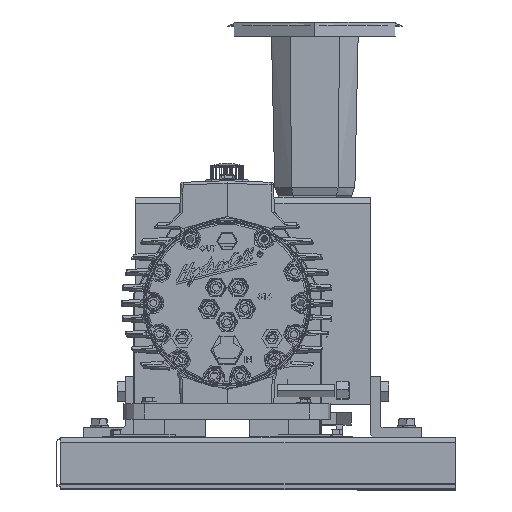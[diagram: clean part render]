
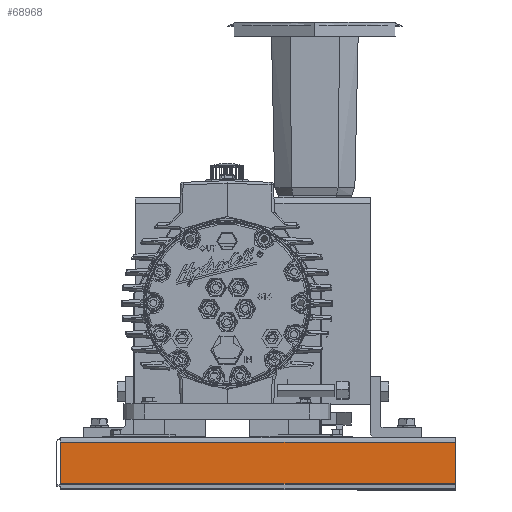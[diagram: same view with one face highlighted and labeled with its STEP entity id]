
A CAD part, top view. The second image highlights one B-rep face of the part: STEP entity #68968.
In plain terms, the highlighted planar face has unit normal (0, 0, 1).
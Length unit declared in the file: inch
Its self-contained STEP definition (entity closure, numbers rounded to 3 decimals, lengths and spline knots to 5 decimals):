
#3807 = DIRECTION ( 'NONE',  ( 0., 1., 0. ) ) ;
#6010 = VERTEX_POINT ( 'NONE', #42686 ) ;
#7246 = LINE ( 'NONE', #124655, #84580 ) ;
#8827 = ORIENTED_EDGE ( 'NONE', *, *, #102719, .F. ) ;
#12265 = AXIS2_PLACEMENT_3D ( 'NONE', #98677, #38256, #108825 ) ;
#17587 = FACE_OUTER_BOUND ( 'NONE', #39380, .T. ) ;
#22755 = EDGE_CURVE ( 'NONE', #123038, #58235, #7246, .T. ) ;
#24514 = VECTOR ( 'NONE', #80318, 39.37008 ) ;
#34585 = ORIENTED_EDGE ( 'NONE', *, *, #64340, .T. ) ;
#38256 = DIRECTION ( 'NONE',  ( 0., 0., 1. ) ) ;
#39380 = EDGE_LOOP ( 'NONE', ( #34585, #40038, #112159, #8827 ) ) ;
#40038 = ORIENTED_EDGE ( 'NONE', *, *, #114957, .T. ) ;
#42686 = CARTESIAN_POINT ( 'NONE',  ( -8.07, -6.748, 10.4505 ) ) ;
#48061 = CARTESIAN_POINT ( 'NONE',  ( -8.07, -8.752, 10.4505 ) ) ;
#58235 = VERTEX_POINT ( 'NONE', #68074 ) ;
#64340 = EDGE_CURVE ( 'NONE', #6010, #97600, #125389, .T. ) ;
#67427 = CARTESIAN_POINT ( 'NONE',  ( 11.06, -8.752, 10.4505 ) ) ;
#68074 = CARTESIAN_POINT ( 'NONE',  ( 11.06, -6.748, 10.4505 ) ) ;
#68968 = ADVANCED_FACE ( 'NONE', ( #17587 ), #107976, .T. ) ;
#80318 = DIRECTION ( 'NONE',  ( 1., 0., 0. ) ) ;
#84580 = VECTOR ( 'NONE', #3807, 39.37008 ) ;
#88177 = CARTESIAN_POINT ( 'NONE',  ( 1.495, -8.752, 10.4505 ) ) ;
#89622 = CARTESIAN_POINT ( 'NONE',  ( 1.495, -6.748, 10.4505 ) ) ;
#94529 = CARTESIAN_POINT ( 'NONE',  ( -8.07, -8.6023, 10.4505 ) ) ;
#97600 = VERTEX_POINT ( 'NONE', #48061 ) ;
#98677 = CARTESIAN_POINT ( 'NONE',  ( 1.495, 10.7977, 10.4505 ) ) ;
#102719 = EDGE_CURVE ( 'NONE', #6010, #58235, #105003, .T. ) ;
#104729 = DIRECTION ( 'NONE',  ( 0., -1., 0. ) ) ;
#105003 = LINE ( 'NONE', #89622, #24514 ) ;
#107976 = PLANE ( 'NONE',  #12265 ) ;
#108825 = DIRECTION ( 'NONE',  ( 0., 1., 0. ) ) ;
#110046 = LINE ( 'NONE', #88177, #130594 ) ;
#112159 = ORIENTED_EDGE ( 'NONE', *, *, #22755, .T. ) ;
#114957 = EDGE_CURVE ( 'NONE', #97600, #123038, #110046, .T. ) ;
#122187 = VECTOR ( 'NONE', #104729, 39.37008 ) ;
#123038 = VERTEX_POINT ( 'NONE', #67427 ) ;
#124655 = CARTESIAN_POINT ( 'NONE',  ( 11.06, -8.6023, 10.4505 ) ) ;
#125389 = LINE ( 'NONE', #94529, #122187 ) ;
#128367 = DIRECTION ( 'NONE',  ( 1., 0., 0. ) ) ;
#130594 = VECTOR ( 'NONE', #128367, 39.37008 ) ;
